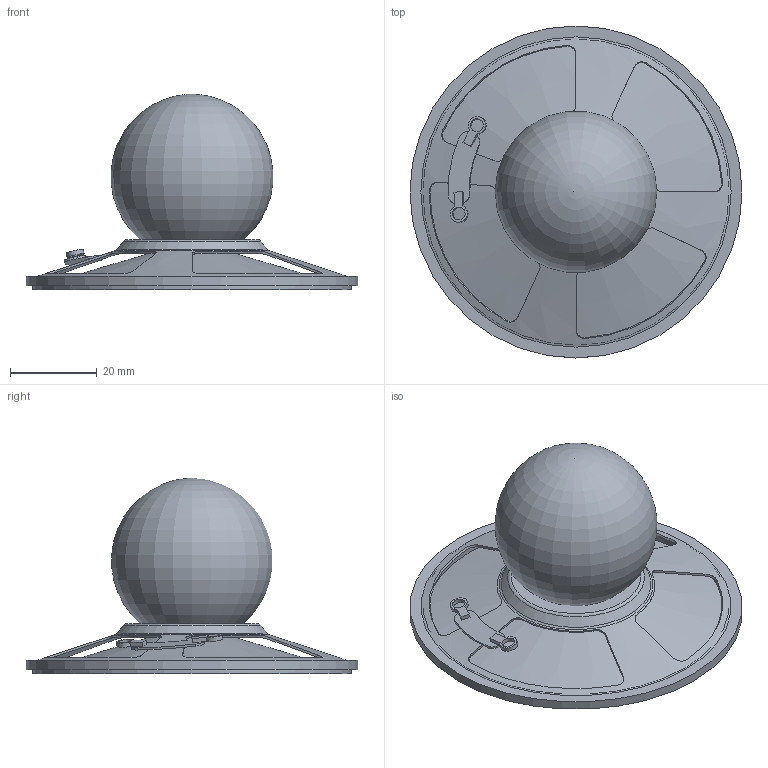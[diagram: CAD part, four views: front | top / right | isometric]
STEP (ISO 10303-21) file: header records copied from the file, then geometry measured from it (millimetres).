
FILE_DESCRIPTION(/* description */ ('Alibre Inc.'),/* implementation_level */ '2;1');
FILE_NAME(/* name */ 'export0',/* time_stamp */ '2018-03-12T19:36:14-05:00',/* author */ (''),/* organization */ (''),/* preprocessor_version */ 'ST-DEVELOPER v14',/* originating_system */ 'Alibre',/* authorisation */ '');
FILE_SCHEMA (('CONFIG_CONTROL_DESIGN'));
Length unit declared in the file: centimetre
Products named in the file (5): ID_1; ID_2; ID_3
Bounding box: 76.5 x 76.5 x 45.09 mm (x, y, z)
Volume: 22965.5 mm3; surface area: 19791.8 mm2
Topology: 5 solids, 5 shells, 83 faces, 200 edges, 131 vertices
Faces by surface type: plane 31, cone 16, bspline 16, cylinder 16, torus 4
Full cylindrical faces by diameter (mm): 3 x2, 18 x2, 22 x1, 70.5 x1, 73.5 x1, 76.5 x1
Entity records: 6659 total; most frequent: CARTESIAN_POINT 4578, ORIENTED_EDGE 320, DIRECTION 262, EDGE_CURVE 159, AXIS2_PLACEMENT_3D 127, VERTEX_POINT 116, FACE_BOUND 113, EDGE_LOOP 112
